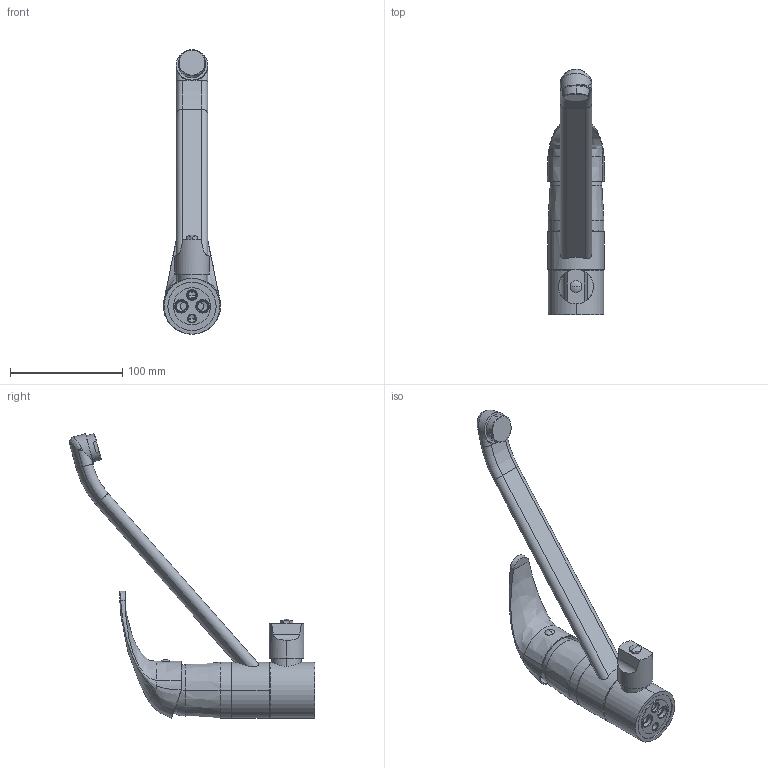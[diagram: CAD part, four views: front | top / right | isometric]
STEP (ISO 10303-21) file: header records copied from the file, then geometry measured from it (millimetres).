
FILE_DESCRIPTION((''),'2;1');
FILE_NAME('ND184CR','2021-11-10T10:03:26',('ut3'),('PAFFONI SpA'),'CREO PARAMETRIC BY PTC INC, 2020044','CREO PARAMETRIC BY PTC INC, 2020044','');
FILE_SCHEMA(('CONFIG_CONTROL_DESIGN','SHAPE_APPEARANCE_LAYERS_GROUPS'));
Length unit declared in the file: millimetre
Products named in the file (1): ND184CR
Bounding box: 51 x 218.33 x 253.52 mm (x, y, z)
Volume: 382581.2 mm3; surface area: 67337.4 mm2
Topology: 1 solids, 1 shells, 228 faces, 572 edges, 356 vertices
Faces by surface type: cylinder 79, plane 69, cone 41, bspline 22, torus 13, sphere 4
Entity records: 11684 total; most frequent: CARTESIAN_POINT 4756, ORIENTED_EDGE 1116, DIRECTION 1077, EDGE_CURVE 558, AXIS2_PLACEMENT_3D 439, VERTEX_POINT 356, EDGE_LOOP 256, CIRCLE 233
